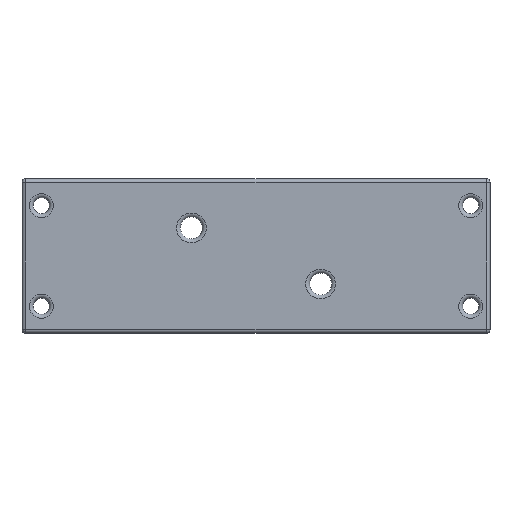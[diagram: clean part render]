
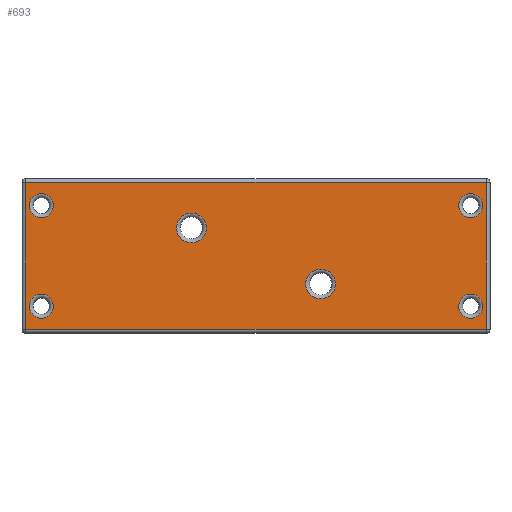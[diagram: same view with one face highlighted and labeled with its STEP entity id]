
A CAD part, top view. The second image highlights one B-rep face of the part: STEP entity #693.
In plain terms, the highlighted planar face has unit normal (0, 0, 1).
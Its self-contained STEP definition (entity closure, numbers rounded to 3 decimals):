
#31=FACE_BOUND('',#192,.T.);
#32=FACE_BOUND('',#193,.T.);
#33=FACE_BOUND('',#194,.T.);
#34=FACE_BOUND('',#195,.T.);
#35=FACE_BOUND('',#196,.T.);
#36=FACE_BOUND('',#197,.T.);
#38=PLANE('',#776);
#50=LINE('',#1194,#82);
#51=LINE('',#1196,#83);
#52=LINE('',#1198,#84);
#53=LINE('',#1199,#85);
#82=VECTOR('',#922,10.);
#83=VECTOR('',#923,10.);
#84=VECTOR('',#924,10.);
#85=VECTOR('',#925,10.);
#133=FACE_OUTER_BOUND('',#191,.T.);
#191=EDGE_LOOP('',(#495,#496,#497,#498));
#192=EDGE_LOOP('',(#499));
#193=EDGE_LOOP('',(#500));
#194=EDGE_LOOP('',(#501));
#195=EDGE_LOOP('',(#502));
#196=EDGE_LOOP('',(#503));
#197=EDGE_LOOP('',(#504));
#254=CIRCLE('',#774,3.1);
#256=CIRCLE('',#777,3.1);
#257=CIRCLE('',#778,3.1);
#258=CIRCLE('',#779,3.85);
#259=CIRCLE('',#780,3.85);
#260=CIRCLE('',#781,3.1);
#327=VERTEX_POINT('',#1188);
#328=VERTEX_POINT('',#1192);
#329=VERTEX_POINT('',#1193);
#330=VERTEX_POINT('',#1195);
#331=VERTEX_POINT('',#1197);
#332=VERTEX_POINT('',#1200);
#333=VERTEX_POINT('',#1202);
#334=VERTEX_POINT('',#1204);
#335=VERTEX_POINT('',#1206);
#336=VERTEX_POINT('',#1208);
#385=EDGE_CURVE('',#327,#327,#254,.T.);
#387=EDGE_CURVE('',#328,#329,#50,.T.);
#388=EDGE_CURVE('',#330,#328,#51,.T.);
#389=EDGE_CURVE('',#331,#330,#52,.T.);
#390=EDGE_CURVE('',#329,#331,#53,.T.);
#391=EDGE_CURVE('',#332,#332,#256,.T.);
#392=EDGE_CURVE('',#333,#333,#257,.T.);
#393=EDGE_CURVE('',#334,#334,#258,.T.);
#394=EDGE_CURVE('',#335,#335,#259,.T.);
#395=EDGE_CURVE('',#336,#336,#260,.T.);
#495=ORIENTED_EDGE('',*,*,#387,.F.);
#496=ORIENTED_EDGE('',*,*,#388,.F.);
#497=ORIENTED_EDGE('',*,*,#389,.F.);
#498=ORIENTED_EDGE('',*,*,#390,.F.);
#499=ORIENTED_EDGE('',*,*,#391,.F.);
#500=ORIENTED_EDGE('',*,*,#392,.F.);
#501=ORIENTED_EDGE('',*,*,#393,.F.);
#502=ORIENTED_EDGE('',*,*,#394,.F.);
#503=ORIENTED_EDGE('',*,*,#395,.F.);
#504=ORIENTED_EDGE('',*,*,#385,.F.);
#693=ADVANCED_FACE('',(#133,#31,#32,#33,#34,#35,#36),#38,.T.);
#774=AXIS2_PLACEMENT_3D('',#1189,#916,#917);
#776=AXIS2_PLACEMENT_3D('',#1191,#920,#921);
#777=AXIS2_PLACEMENT_3D('',#1201,#926,#927);
#778=AXIS2_PLACEMENT_3D('',#1203,#928,#929);
#779=AXIS2_PLACEMENT_3D('',#1205,#930,#931);
#780=AXIS2_PLACEMENT_3D('',#1207,#932,#933);
#781=AXIS2_PLACEMENT_3D('',#1209,#934,#935);
#916=DIRECTION('center_axis',(0.,0.,1.));
#917=DIRECTION('ref_axis',(-1.,0.,0.));
#920=DIRECTION('center_axis',(0.,0.,1.));
#921=DIRECTION('ref_axis',(1.,0.,0.));
#922=DIRECTION('',(1.,0.,0.));
#923=DIRECTION('',(0.,1.,0.));
#924=DIRECTION('',(-1.,0.,0.));
#925=DIRECTION('',(0.,-1.,0.));
#926=DIRECTION('center_axis',(0.,0.,1.));
#927=DIRECTION('ref_axis',(-1.,0.,0.));
#928=DIRECTION('center_axis',(0.,0.,1.));
#929=DIRECTION('ref_axis',(1.,0.,0.));
#930=DIRECTION('center_axis',(0.,0.,1.));
#931=DIRECTION('ref_axis',(1.,0.,0.));
#932=DIRECTION('center_axis',(0.,0.,1.));
#933=DIRECTION('ref_axis',(1.,0.,0.));
#934=DIRECTION('center_axis',(0.,0.,1.));
#935=DIRECTION('ref_axis',(1.,0.,0.));
#1188=CARTESIAN_POINT('',(8.1,-33.,10.));
#1189=CARTESIAN_POINT('Origin',(5.,-33.,10.));
#1191=CARTESIAN_POINT('Origin',(30.25,-20.,10.));
#1192=CARTESIAN_POINT('',(1.,-1.,10.));
#1193=CARTESIAN_POINT('',(120.,-1.,10.));
#1194=CARTESIAN_POINT('',(45.375,-1.,10.));
#1195=CARTESIAN_POINT('',(1.,-39.,10.));
#1196=CARTESIAN_POINT('',(1.,-10.,10.));
#1197=CARTESIAN_POINT('',(120.,-39.,10.));
#1198=CARTESIAN_POINT('',(15.125,-39.,10.));
#1199=CARTESIAN_POINT('',(120.,-10.,10.));
#1200=CARTESIAN_POINT('',(8.1,-7.,10.));
#1201=CARTESIAN_POINT('Origin',(5.,-7.,10.));
#1202=CARTESIAN_POINT('',(112.9,-33.,10.));
#1203=CARTESIAN_POINT('Origin',(116.,-33.,10.));
#1204=CARTESIAN_POINT('',(81.044,-27.249,10.));
#1205=CARTESIAN_POINT('Origin',(77.194,-27.249,10.));
#1206=CARTESIAN_POINT('',(47.656,-12.751,10.));
#1207=CARTESIAN_POINT('Origin',(43.806,-12.751,10.));
#1208=CARTESIAN_POINT('',(112.9,-7.,10.));
#1209=CARTESIAN_POINT('Origin',(116.,-7.,10.));
